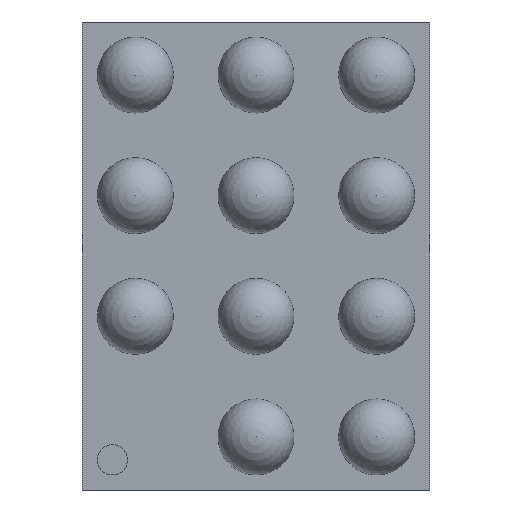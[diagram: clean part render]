
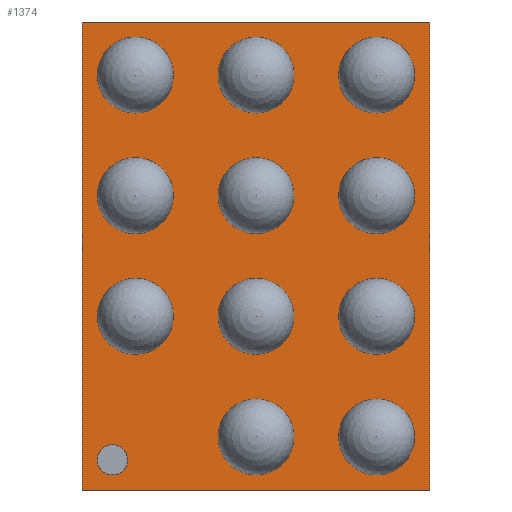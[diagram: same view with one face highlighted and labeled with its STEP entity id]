
A CAD part, front view. The second image highlights one B-rep face of the part: STEP entity #1374.
In plain terms, the highlighted planar face has unit normal (0, -1, 0).
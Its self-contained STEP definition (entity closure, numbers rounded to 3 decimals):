
#68 = ORIENTED_EDGE ( 'NONE', *, *, #576, .F. ) ;
#82 = DIRECTION ( 'NONE',  ( -1., 0., 0. ) ) ;
#134 = DIRECTION ( 'NONE',  ( 0., 0., 1. ) ) ;
#137 = LINE ( 'NONE', #646, #1171 ) ;
#179 = FACE_OUTER_BOUND ( 'NONE', #754, .T. ) ;
#219 = DIRECTION ( 'NONE',  ( 0., -1., 0. ) ) ;
#271 = CARTESIAN_POINT ( 'NONE',  ( 0., 0.205, 0. ) ) ;
#299 = ORIENTED_EDGE ( 'NONE', *, *, #1178, .F. ) ;
#334 = CARTESIAN_POINT ( 'NONE',  ( -0.595, 0.205, -0.845 ) ) ;
#338 = DIRECTION ( 'NONE',  ( 1., 0., 0. ) ) ;
#358 = FACE_BOUND ( 'NONE', #814, .T. ) ;
#359 = LINE ( 'NONE', #1065, #442 ) ;
#389 = CARTESIAN_POINT ( 'NONE',  ( -0.532, 0.205, -0.845 ) ) ;
#439 = VECTOR ( 'NONE', #1152, 1000. ) ;
#442 = VECTOR ( 'NONE', #134, 1000. ) ;
#452 = CARTESIAN_POINT ( 'NONE',  ( 0.72, 0.205, -0.97 ) ) ;
#484 = EDGE_CURVE ( 'NONE', #1158, #1104, #879, .T. ) ;
#500 = CIRCLE ( 'NONE', #1078, 0.062 ) ;
#505 = PLANE ( 'NONE',  #1107 ) ;
#520 = CIRCLE ( 'NONE', #1036, 0.062 ) ;
#535 = VECTOR ( 'NONE', #871, 1000. ) ;
#576 = EDGE_CURVE ( 'NONE', #708, #714, #520, .T. ) ;
#616 = ORIENTED_EDGE ( 'NONE', *, *, #484, .T. ) ;
#641 = CARTESIAN_POINT ( 'NONE',  ( 0.72, 0.205, 0.97 ) ) ;
#646 = CARTESIAN_POINT ( 'NONE',  ( -0.72, 0.205, 0.97 ) ) ;
#708 = VERTEX_POINT ( 'NONE', #1056 ) ;
#714 = VERTEX_POINT ( 'NONE', #389 ) ;
#754 = EDGE_LOOP ( 'NONE', ( #1362, #773, #1338, #616 ) ) ;
#773 = ORIENTED_EDGE ( 'NONE', *, *, #1027, .T. ) ;
#792 = CARTESIAN_POINT ( 'NONE',  ( -0.72, 0.205, 0.97 ) ) ;
#795 = EDGE_CURVE ( 'NONE', #1104, #847, #359, .T. ) ;
#814 = EDGE_LOOP ( 'NONE', ( #299, #68 ) ) ;
#847 = VERTEX_POINT ( 'NONE', #641 ) ;
#871 = DIRECTION ( 'NONE',  ( 1., 0., 0. ) ) ;
#879 = LINE ( 'NONE', #1346, #535 ) ;
#906 = CARTESIAN_POINT ( 'NONE',  ( -0.595, 0.205, -0.845 ) ) ;
#1011 = DIRECTION ( 'NONE',  ( 1., 0., 0. ) ) ;
#1027 = EDGE_CURVE ( 'NONE', #847, #1399, #137, .T. ) ;
#1028 = DIRECTION ( 'NONE',  ( 0., -1., 0. ) ) ;
#1036 = AXIS2_PLACEMENT_3D ( 'NONE', #334, #219, #338 ) ;
#1056 = CARTESIAN_POINT ( 'NONE',  ( -0.657, 0.205, -0.845 ) ) ;
#1060 = DIRECTION ( 'NONE',  ( 1., 0., 0. ) ) ;
#1065 = CARTESIAN_POINT ( 'NONE',  ( 0.72, 0.205, 0.97 ) ) ;
#1077 = DIRECTION ( 'NONE',  ( 0., -1., 0. ) ) ;
#1078 = AXIS2_PLACEMENT_3D ( 'NONE', #906, #1028, #1011 ) ;
#1104 = VERTEX_POINT ( 'NONE', #452 ) ;
#1107 = AXIS2_PLACEMENT_3D ( 'NONE', #271, #1077, #1060 ) ;
#1152 = DIRECTION ( 'NONE',  ( 0., 0., -1. ) ) ;
#1158 = VERTEX_POINT ( 'NONE', #1272 ) ;
#1171 = VECTOR ( 'NONE', #82, 1000. ) ;
#1178 = EDGE_CURVE ( 'NONE', #714, #708, #500, .T. ) ;
#1190 = EDGE_CURVE ( 'NONE', #1399, #1158, #1457, .T. ) ;
#1272 = CARTESIAN_POINT ( 'NONE',  ( -0.72, 0.205, -0.97 ) ) ;
#1319 = CARTESIAN_POINT ( 'NONE',  ( -0.72, 0.205, 0.97 ) ) ;
#1338 = ORIENTED_EDGE ( 'NONE', *, *, #1190, .T. ) ;
#1346 = CARTESIAN_POINT ( 'NONE',  ( -0.72, 0.205, -0.97 ) ) ;
#1362 = ORIENTED_EDGE ( 'NONE', *, *, #795, .T. ) ;
#1374 = ADVANCED_FACE ( 'NONE', ( #358, #179 ), #505, .T. ) ;
#1399 = VERTEX_POINT ( 'NONE', #1319 ) ;
#1457 = LINE ( 'NONE', #792, #439 ) ;
